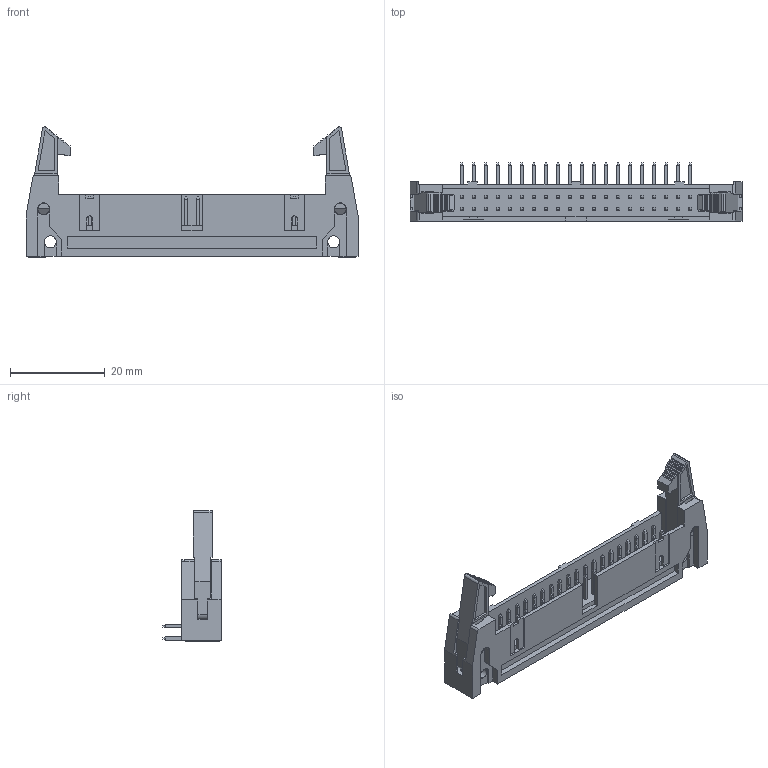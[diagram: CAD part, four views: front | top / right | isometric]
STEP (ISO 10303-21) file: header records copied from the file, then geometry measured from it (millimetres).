
FILE_DESCRIPTION (( 'STEP AP214' ), '1' );
FILE_NAME ('FBH25405-D40B1014K6K-REF .STEP', '2025-12-04T06:06:22', ( '' ), ( '' ), 'SwSTEP 2.0', 'SolidWorks 2021', '' );
FILE_SCHEMA (( 'AUTOMOTIVE_DESIGN' ));
Length unit declared in the file: millimetre
Products named in the file (1): FBH25405-D40B1014K6K-REF 
Bounding box: 70 x 12.3 x 27.5 mm (x, y, z)
Volume: 4754.2 mm3; surface area: 7180 mm2
Topology: 1 solids, 1 shells, 1375 faces, 3534 edges, 2184 vertices
Faces by surface type: plane 1253, cylinder 122
Entity records: 40538 total; most frequent: CARTESIAN_POINT 7118, ORIENTED_EDGE 7068, DIRECTION 6566, EDGE_CURVE 3534, LINE 3238, VECTOR 3238, VERTEX_POINT 2184, AXIS2_PLACEMENT_3D 1664
